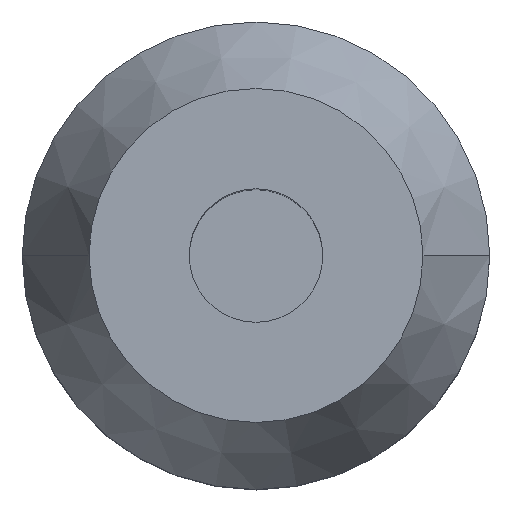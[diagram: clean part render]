
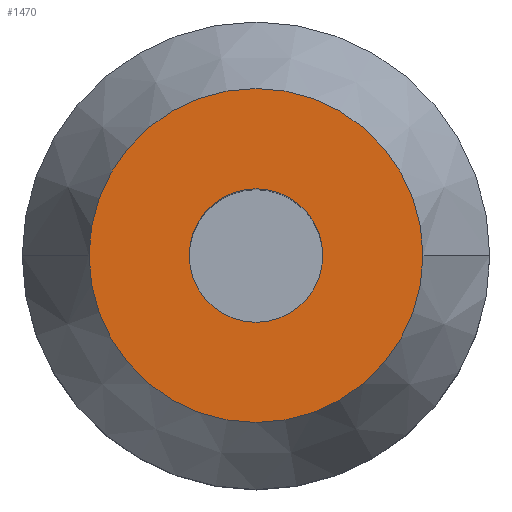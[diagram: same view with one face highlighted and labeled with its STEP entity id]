
A CAD part, top view. The second image highlights one B-rep face of the part: STEP entity #1470.
In plain terms, the highlighted planar face has unit normal (0, 0, 1).
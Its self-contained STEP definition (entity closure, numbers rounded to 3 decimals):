
#54 = DIRECTION ( 'NONE',  ( -1., 0., 0. ) ) ;
#92 = CIRCLE ( 'NONE', #358, 12.5 ) ;
#266 = DIRECTION ( 'NONE',  ( 1., 0., 0. ) ) ;
#313 = DIRECTION ( 'NONE',  ( -1., 0., 0. ) ) ;
#316 = CARTESIAN_POINT ( 'NONE',  ( 0., 0., 65. ) ) ;
#326 = DIRECTION ( 'NONE',  ( 0., 0., -1. ) ) ;
#358 = AXIS2_PLACEMENT_3D ( 'NONE', #2705, #2747, #1877 ) ;
#413 = EDGE_CURVE ( 'NONE', #3166, #714, #3283, .T. ) ;
#593 = AXIS2_PLACEMENT_3D ( 'NONE', #1385, #2755, #266 ) ;
#714 = VERTEX_POINT ( 'NONE', #1267 ) ;
#933 = ORIENTED_EDGE ( 'NONE', *, *, #1941, .F. ) ;
#1004 = FACE_BOUND ( 'NONE', #3044, .T. ) ;
#1057 = CARTESIAN_POINT ( 'NONE',  ( 0., 0., 65. ) ) ;
#1081 = DIRECTION ( 'NONE',  ( -1., 0., 0. ) ) ;
#1142 = CARTESIAN_POINT ( 'NONE',  ( -5., 0., 65. ) ) ;
#1164 = AXIS2_PLACEMENT_3D ( 'NONE', #316, #326, #54 ) ;
#1223 = FACE_OUTER_BOUND ( 'NONE', #1813, .T. ) ;
#1233 = ORIENTED_EDGE ( 'NONE', *, *, #413, .T. ) ;
#1267 = CARTESIAN_POINT ( 'NONE',  ( 5., 0., 65. ) ) ;
#1283 = CIRCLE ( 'NONE', #2771, 12.5 ) ;
#1361 = PLANE ( 'NONE',  #593 ) ;
#1376 = AXIS2_PLACEMENT_3D ( 'NONE', #1057, #2731, #1081 ) ;
#1385 = CARTESIAN_POINT ( 'NONE',  ( 0., 12.5, 65. ) ) ;
#1470 = ADVANCED_FACE ( 'NONE', ( #1004, #1223 ), #1361, .T. ) ;
#1735 = VERTEX_POINT ( 'NONE', #2621 ) ;
#1747 = DIRECTION ( 'NONE',  ( 0., 0., -1. ) ) ;
#1813 = EDGE_LOOP ( 'NONE', ( #3289, #933 ) ) ;
#1877 = DIRECTION ( 'NONE',  ( -1., 0., 0. ) ) ;
#1912 = EDGE_CURVE ( 'NONE', #714, #3166, #3329, .T. ) ;
#1941 = EDGE_CURVE ( 'NONE', #1735, #2499, #92, .T. ) ;
#2259 = EDGE_CURVE ( 'NONE', #2499, #1735, #1283, .T. ) ;
#2499 = VERTEX_POINT ( 'NONE', #3217 ) ;
#2621 = CARTESIAN_POINT ( 'NONE',  ( 12.5, 0., 65. ) ) ;
#2705 = CARTESIAN_POINT ( 'NONE',  ( 0., 0., 65. ) ) ;
#2731 = DIRECTION ( 'NONE',  ( 0., 0., -1. ) ) ;
#2747 = DIRECTION ( 'NONE',  ( 0., 0., -1. ) ) ;
#2755 = DIRECTION ( 'NONE',  ( 0., 0., 1. ) ) ;
#2771 = AXIS2_PLACEMENT_3D ( 'NONE', #3437, #1747, #313 ) ;
#3044 = EDGE_LOOP ( 'NONE', ( #1233, #3530 ) ) ;
#3166 = VERTEX_POINT ( 'NONE', #1142 ) ;
#3217 = CARTESIAN_POINT ( 'NONE',  ( -12.5, 0., 65. ) ) ;
#3283 = CIRCLE ( 'NONE', #1164, 5. ) ;
#3289 = ORIENTED_EDGE ( 'NONE', *, *, #2259, .F. ) ;
#3329 = CIRCLE ( 'NONE', #1376, 5. ) ;
#3437 = CARTESIAN_POINT ( 'NONE',  ( 0., 0., 65. ) ) ;
#3530 = ORIENTED_EDGE ( 'NONE', *, *, #1912, .T. ) ;
